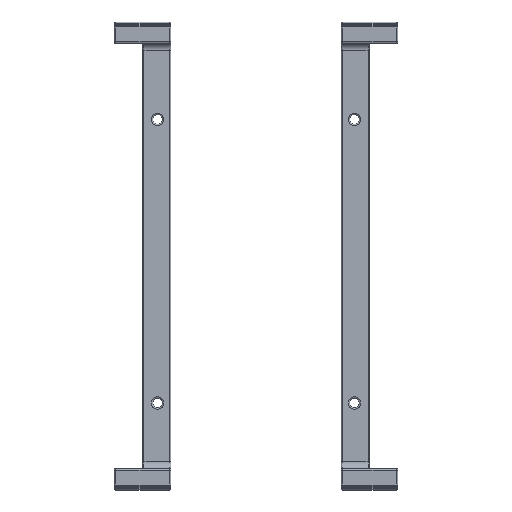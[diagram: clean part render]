
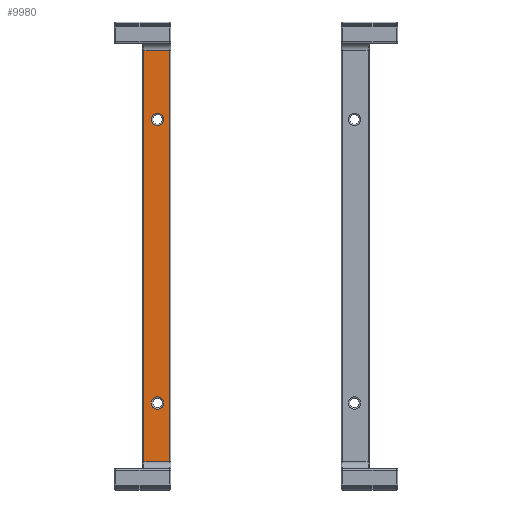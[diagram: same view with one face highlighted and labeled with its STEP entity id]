
A CAD part, front view. The second image highlights one B-rep face of the part: STEP entity #9980.
In plain terms, the highlighted planar face has unit normal (0, -1, 0).
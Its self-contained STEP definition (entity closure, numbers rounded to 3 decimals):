
#391=CIRCLE('',#10512,1.75);
#395=CIRCLE('',#10517,1.75);
#737=FACE_BOUND('',#2016,.T.);
#738=FACE_BOUND('',#2017,.T.);
#1398=FACE_OUTER_BOUND('',#2015,.T.);
#2015=EDGE_LOOP('',(#7752,#7753,#7754,#7755));
#2016=EDGE_LOOP('',(#7756));
#2017=EDGE_LOOP('',(#7757));
#2761=LINE('',#17670,#3571);
#2762=LINE('',#17672,#3572);
#2763=LINE('',#17674,#3573);
#2764=LINE('',#17675,#3574);
#3571=VECTOR('',#11889,10.);
#3572=VECTOR('',#11890,10.);
#3573=VECTOR('',#11891,10.);
#3574=VECTOR('',#11892,10.);
#4497=VERTEX_POINT('',#17660);
#4500=VERTEX_POINT('',#17668);
#4501=VERTEX_POINT('',#17669);
#4502=VERTEX_POINT('',#17671);
#4503=VERTEX_POINT('',#17673);
#4504=VERTEX_POINT('',#17676);
#5643=EDGE_CURVE('',#4497,#4497,#391,.T.);
#5647=EDGE_CURVE('',#4500,#4501,#2761,.T.);
#5648=EDGE_CURVE('',#4502,#4500,#2762,.T.);
#5649=EDGE_CURVE('',#4503,#4502,#2763,.T.);
#5650=EDGE_CURVE('',#4501,#4503,#2764,.T.);
#5651=EDGE_CURVE('',#4504,#4504,#395,.T.);
#7752=ORIENTED_EDGE('',*,*,#5647,.F.);
#7753=ORIENTED_EDGE('',*,*,#5648,.F.);
#7754=ORIENTED_EDGE('',*,*,#5649,.F.);
#7755=ORIENTED_EDGE('',*,*,#5650,.F.);
#7756=ORIENTED_EDGE('',*,*,#5651,.F.);
#7757=ORIENTED_EDGE('',*,*,#5643,.F.);
#9638=PLANE('',#10516);
#9980=ADVANCED_FACE('',(#1398,#737,#738),#9638,.T.);
#10512=AXIS2_PLACEMENT_3D('',#17661,#11879,#11880);
#10516=AXIS2_PLACEMENT_3D('',#17667,#11887,#11888);
#10517=AXIS2_PLACEMENT_3D('',#17677,#11893,#11894);
#11879=DIRECTION('center_axis',(0.,-1.,0.));
#11880=DIRECTION('ref_axis',(0.,0.,1.));
#11887=DIRECTION('center_axis',(0.,-1.,0.));
#11888=DIRECTION('ref_axis',(0.,0.,-1.));
#11889=DIRECTION('',(0.,0.,-1.));
#11890=DIRECTION('',(1.,0.,0.));
#11891=DIRECTION('',(0.,0.,1.));
#11892=DIRECTION('',(-1.,0.,0.));
#11893=DIRECTION('center_axis',(0.,-1.,0.));
#11894=DIRECTION('ref_axis',(0.,0.,1.));
#17660=CARTESIAN_POINT('',(4.25,-10.6,-43.22));
#17661=CARTESIAN_POINT('Origin',(4.25,-10.6,-41.47));
#17667=CARTESIAN_POINT('Origin',(0.,-10.6,60.));
#17668=CARTESIAN_POINT('',(7.6,-10.6,58.));
#17669=CARTESIAN_POINT('',(7.6,-10.6,-58.));
#17670=CARTESIAN_POINT('',(7.6,-10.6,30.));
#17671=CARTESIAN_POINT('',(0.4,-10.6,58.));
#17672=CARTESIAN_POINT('',(0.,-10.6,58.));
#17673=CARTESIAN_POINT('',(0.4,-10.6,-58.));
#17674=CARTESIAN_POINT('',(0.4,-10.6,30.));
#17675=CARTESIAN_POINT('',(0.,-10.6,-58.));
#17676=CARTESIAN_POINT('',(4.25,-10.6,36.78));
#17677=CARTESIAN_POINT('Origin',(4.25,-10.6,38.53));
